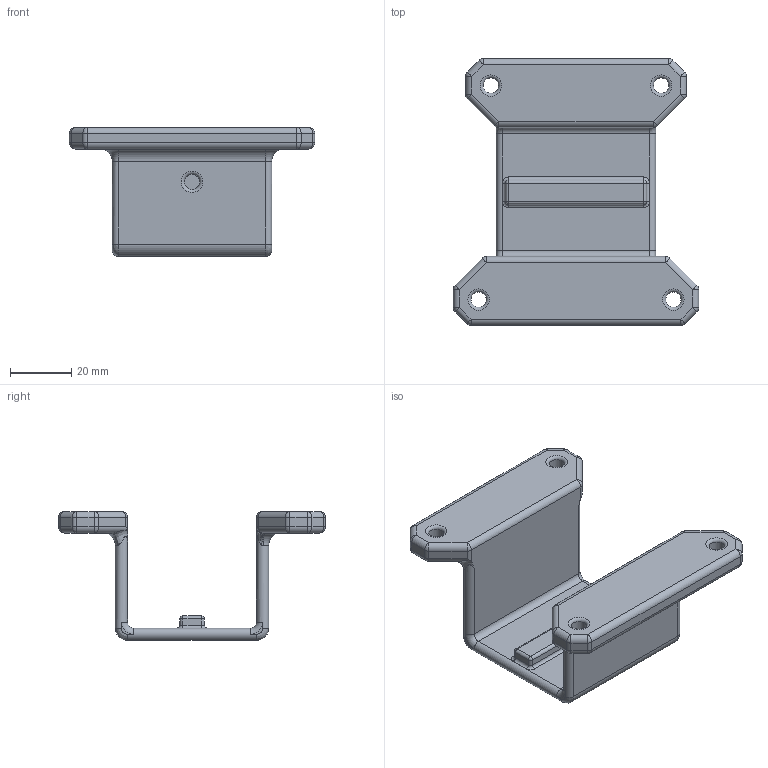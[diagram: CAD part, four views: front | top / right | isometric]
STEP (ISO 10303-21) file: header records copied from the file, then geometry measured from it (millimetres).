
FILE_DESCRIPTION(/* description */ ('','CAx-IF Rec.Pracs.---Representation and Presentation of Product Manufacturing Information (PMI)---4.0---2014-10-13'),/* implementation_level */ '2;1');
FILE_NAME(/* name */ 'SOARM100-4040-Adapter-V2.step',/* time_stamp */ '2025-04-25T23:36:40+02:00',/* author */ (''),/* organization */ (''),/* preprocessor_version */ 'ST-DEVELOPER v20',/* originating_system */ 'Autodesk Translation Framework v13.20.0.188',/* authorisation */ '');
FILE_SCHEMA (('AP242_MANAGED_MODEL_BASED_3D_ENGINEERING_MIM_LF { 1 0 10303 442 1 1 4 }'));
Length unit declared in the file: millimetre
Products named in the file (1): SOARM100-4040-Adapter-V2
Bounding box: 80 x 87 x 42 mm (x, y, z)
Volume: 45514.2 mm3; surface area: 20190 mm2
Topology: 1 solids, 1 shells, 178 faces, 389 edges, 212 vertices
Faces by surface type: cylinder 77, sphere 34, plane 33, torus 22, bspline 12
Full cylindrical faces by diameter (mm): 5 x5
Entity records: 5377 total; most frequent: CARTESIAN_POINT 1384, DIRECTION 921, ORIENTED_EDGE 774, EDGE_CURVE 387, AXIS2_PLACEMENT_3D 383, VERTEX_POINT 212, CIRCLE 210, EDGE_LOOP 189
